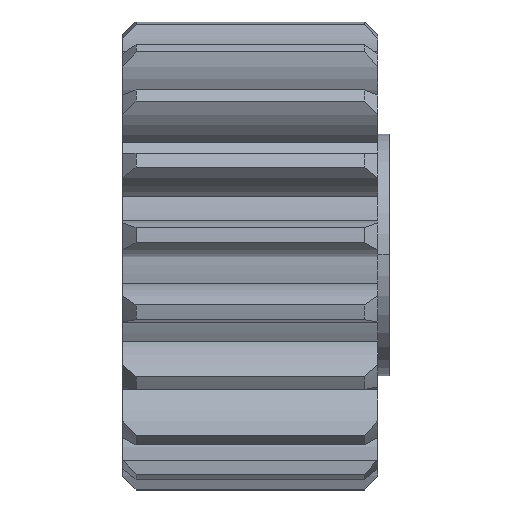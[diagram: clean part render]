
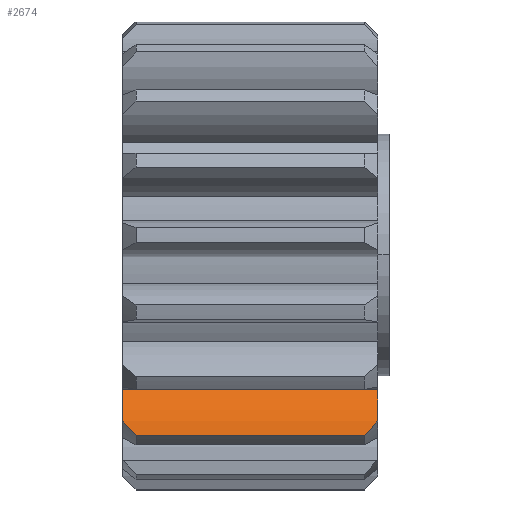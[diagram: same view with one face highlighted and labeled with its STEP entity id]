
A CAD part, top view. The second image highlights one B-rep face of the part: STEP entity #2674.
In plain terms, the highlighted cylindrical face has radius 4.826 mm (diameter 9.652 mm), a partial arc.
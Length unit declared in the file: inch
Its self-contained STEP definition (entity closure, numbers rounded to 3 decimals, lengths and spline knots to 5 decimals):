
#97 = ORIENTED_EDGE ( 'NONE', *, *, #4324, .T. ) ;
#285 = ORIENTED_EDGE ( 'NONE', *, *, #876, .T. ) ;
#514 = VERTEX_POINT ( 'NONE', #3840 ) ;
#554 = AXIS2_PLACEMENT_3D ( 'NONE', #3674, #2128, #3278 ) ;
#574 = VERTEX_POINT ( 'NONE', #2788 ) ;
#597 = DIRECTION ( 'NONE',  ( -1., 0., 0. ) ) ;
#610 = CARTESIAN_POINT ( 'NONE',  ( 0.57, -0.43526, 0.14841 ) ) ;
#751 = DIRECTION ( 'NONE',  ( 1., 0., 0. ) ) ;
#774 = CARTESIAN_POINT ( 'NONE',  ( 0.03, -0.4036, 0.33576 ) ) ;
#778 = CARTESIAN_POINT ( 'NONE',  ( 0.285, -0.4036, 0.33576 ) ) ;
#837 = CARTESIAN_POINT ( 'NONE',  ( 0.57, -0.30097, 0.28282 ) ) ;
#876 = EDGE_CURVE ( 'NONE', #4642, #2389, #3896, .T. ) ;
#967 = CARTESIAN_POINT ( 'NONE',  ( 0.0102, -0.38166, 0.33103 ) ) ;
#1110 = CARTESIAN_POINT ( 'NONE',  ( 0., -0.30097, 0.28282 ) ) ;
#1414 = ORIENTED_EDGE ( 'NONE', *, *, #1641, .T. ) ;
#1641 = EDGE_CURVE ( 'NONE', #3900, #574, #4748, .T. ) ;
#1657 = CARTESIAN_POINT ( 'NONE',  ( 0.0202, -0.39242, 0.33387 ) ) ;
#1852 = ORIENTED_EDGE ( 'NONE', *, *, #2177, .T. ) ;
#1871 = EDGE_LOOP ( 'NONE', ( #285, #97, #1414, #1852, #3007, #4708 ) ) ;
#1918 = VECTOR ( 'NONE', #4225, 39.37008 ) ;
#1919 = EDGE_CURVE ( 'NONE', #514, #4642, #2274, .T. ) ;
#1934 = VERTEX_POINT ( 'NONE', #3822 ) ;
#1954 = CARTESIAN_POINT ( 'NONE',  ( 0.57, -0.43526, 0.14841 ) ) ;
#2128 = DIRECTION ( 'NONE',  ( 1., 0., 0. ) ) ;
#2177 = EDGE_CURVE ( 'NONE', #574, #1934, #3740, .T. ) ;
#2274 = LINE ( 'NONE', #837, #1918 ) ;
#2302 = DIRECTION ( 'NONE',  ( -1., 0., 0. ) ) ;
#2374 = CARTESIAN_POINT ( 'NONE',  ( 0.5598, -0.38166, 0.33103 ) ) ;
#2389 = VERTEX_POINT ( 'NONE', #3292 ) ;
#2453 = FACE_OUTER_BOUND ( 'NONE', #1871, .T. ) ;
#2532 = AXIS2_PLACEMENT_3D ( 'NONE', #1954, #2302, #4187 ) ;
#2674 = ADVANCED_FACE ( 'NONE', ( #2453 ), #2928, .T. ) ;
#2766 = CARTESIAN_POINT ( 'NONE',  ( 0.5498, -0.39242, 0.33387 ) ) ;
#2788 = CARTESIAN_POINT ( 'NONE',  ( 0.54, -0.4036, 0.33576 ) ) ;
#2802 = VECTOR ( 'NONE', #751, 39.37008 ) ;
#2928 = CYLINDRICAL_SURFACE ( 'NONE', #2532, 0.19 ) ;
#3007 = ORIENTED_EDGE ( 'NONE', *, *, #4902, .T. ) ;
#3019 = AXIS2_PLACEMENT_3D ( 'NONE', #610, #597, #3608 ) ;
#3278 = DIRECTION ( 'NONE',  ( 0., 0., -1. ) ) ;
#3292 = CARTESIAN_POINT ( 'NONE',  ( 0., -0.37132, 0.32733 ) ) ;
#3479 = CIRCLE ( 'NONE', #3019, 0.19 ) ;
#3520 = CARTESIAN_POINT ( 'NONE',  ( 0.57, -0.37132, 0.32733 ) ) ;
#3546 = CARTESIAN_POINT ( 'NONE',  ( 0.03, -0.4036, 0.33576 ) ) ;
#3608 = DIRECTION ( 'NONE',  ( 0., 0.736, 0.677 ) ) ;
#3674 = CARTESIAN_POINT ( 'NONE',  ( 0., -0.43526, 0.14841 ) ) ;
#3740 = B_SPLINE_CURVE_WITH_KNOTS ( 'NONE', 3,
 ( #3883, #2766, #2374, #3520 ),
 .UNSPECIFIED., .F., .F.,
 ( 4, 4 ),
 ( 0., 0.00114 ),
 .UNSPECIFIED. ) ;
#3822 = CARTESIAN_POINT ( 'NONE',  ( 0.57, -0.37132, 0.32733 ) ) ;
#3840 = CARTESIAN_POINT ( 'NONE',  ( 0.57, -0.30097, 0.28282 ) ) ;
#3883 = CARTESIAN_POINT ( 'NONE',  ( 0.54, -0.4036, 0.33576 ) ) ;
#3896 = CIRCLE ( 'NONE', #554, 0.19 ) ;
#3900 = VERTEX_POINT ( 'NONE', #774 ) ;
#4187 = DIRECTION ( 'NONE',  ( 0., 0., 1. ) ) ;
#4225 = DIRECTION ( 'NONE',  ( -1., 0., 0. ) ) ;
#4318 = CARTESIAN_POINT ( 'NONE',  ( 0., -0.37132, 0.32733 ) ) ;
#4324 = EDGE_CURVE ( 'NONE', #2389, #3900, #4894, .T. ) ;
#4642 = VERTEX_POINT ( 'NONE', #1110 ) ;
#4708 = ORIENTED_EDGE ( 'NONE', *, *, #1919, .T. ) ;
#4748 = LINE ( 'NONE', #778, #2802 ) ;
#4894 = B_SPLINE_CURVE_WITH_KNOTS ( 'NONE', 3,
 ( #4318, #967, #1657, #3546 ),
 .UNSPECIFIED., .F., .F.,
 ( 4, 4 ),
 ( 0., 0.00114 ),
 .UNSPECIFIED. ) ;
#4902 = EDGE_CURVE ( 'NONE', #1934, #514, #3479, .T. ) ;
